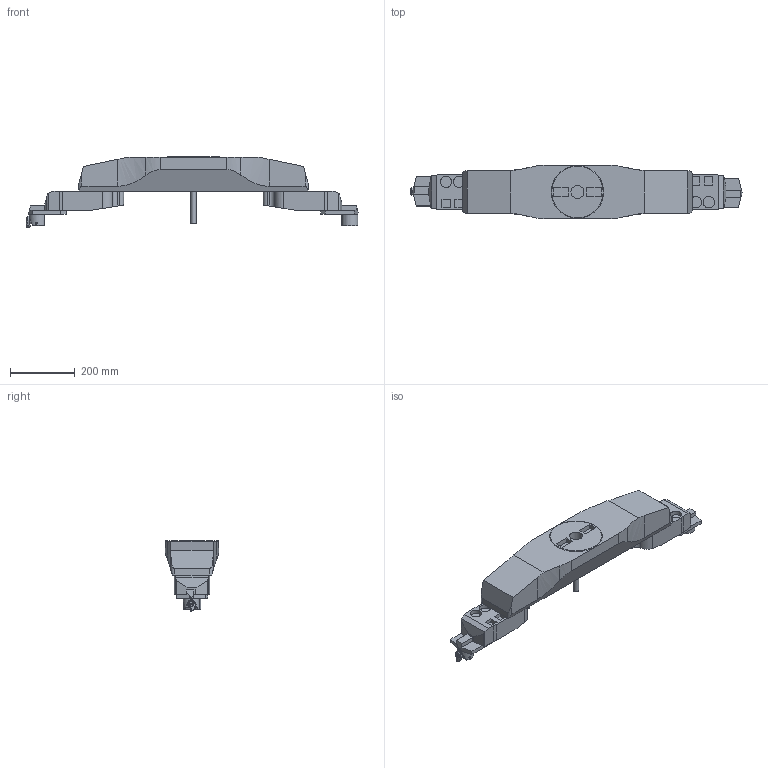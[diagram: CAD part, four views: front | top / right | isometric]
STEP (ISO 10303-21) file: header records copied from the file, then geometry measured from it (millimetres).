
FILE_DESCRIPTION(/* description */ ('3-D model version:1'),/* implementation_level */ '2;1');
FILE_NAME(/* name */ '825-1035TC11',/* time_stamp */ '2013-01-23T09:55:16+01:00',/* author */ ('InteractiveCad'),/* organization */ ('AB Sandvik Coromant'),/* preprocessor_version */ 'ST-DEVELOPER v11',/* originating_system */ 'SIEMENS UGS NX 6.0',/* authorisation */ '');
FILE_SCHEMA (('CONFIG_CONTROL_DESIGN'));
Length unit declared in the file: millimetre
Products named in the file (7): A35_RXLS24_A060_SIM; R825C_AF23STUC1103A_SIM; A34_R825C_E017A_SIM; S24_825XL_CW_SIM; S24_R825XLA34_012_SIM; A40_NXLA35_AQ2106_SIM; 825_1035TC11_SIM
Assembly tree (7 placements, depth 2):
  825_1035TC11_SIM
    A40_NXLA35_AQ2106_SIM
    S24_R825XLA34_012_SIM
    S24_825XL_CW_SIM
    A34_R825C_E017A_SIM
    R825C_AF23STUC1103A_SIM
    A35_RXLS24_A060_SIM  x2
Bounding box: 1026.08 x 164 x 218 mm (x, y, z)
Volume: 12507858.4 mm3; surface area: 625927 mm2
Topology: 8 solids, 8 shells, 518 faces, 1397 edges, 932 vertices
Faces by surface type: plane 418, cylinder 73, cone 18, torus 3, sphere 3, extrusion 3
Full cylindrical faces by diameter (mm): 1.5 x1, 2.8 x1, 4.7 x1, 5 x1, 6 x1, 6.25 x1, 8 x1, 8.009 x1, 8.018 x1, 8.5 x1, 9.5 x1, 13.9 x1, 16 x1, 24 x1, 34 x2, 35 x8, 40 x1, 50 x2, 50.2 x1, 162 x1
Entity records: 15281 total; most frequent: CARTESIAN_POINT 2804, ORIENTED_EDGE 2404, DIRECTION 2389, EDGE_CURVE 1202, VECTOR 907, LINE 904, VERTEX_POINT 822, AXIS2_PLACEMENT_3D 741
